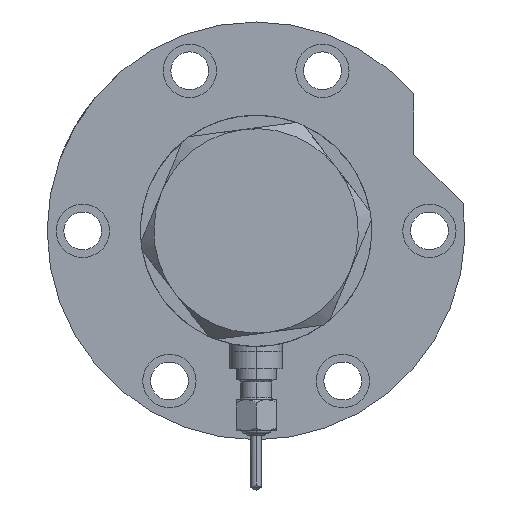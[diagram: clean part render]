
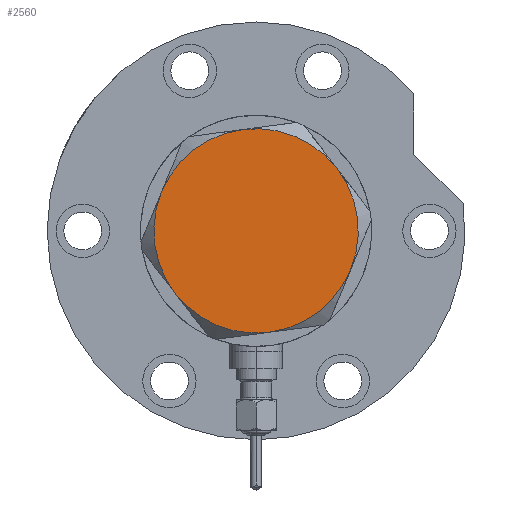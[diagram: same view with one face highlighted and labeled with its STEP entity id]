
A CAD part, left-side view. The second image highlights one B-rep face of the part: STEP entity #2560.
In plain terms, the highlighted face is planar.
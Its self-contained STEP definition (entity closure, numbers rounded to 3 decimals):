
#271 = CARTESIAN_POINT ( 'NONE',  ( 0., 0., 9. ) ) ;
#286 = CIRCLE ( 'NONE', #2716, 23. ) ;
#897 = DIRECTION ( 'NONE',  ( 0., 0., 1. ) ) ;
#917 = EDGE_CURVE ( 'NONE', #7790, #2359, #286, .T. ) ;
#1145 = CARTESIAN_POINT ( 'NONE',  ( 0., 0., 9. ) ) ;
#1168 = CARTESIAN_POINT ( 'NONE',  ( 0., 0., 9. ) ) ;
#1263 = AXIS2_PLACEMENT_3D ( 'NONE', #271, #2983, #4122 ) ;
#1290 = DIRECTION ( 'NONE',  ( 0., 0., 1. ) ) ;
#1557 = PLANE ( 'NONE',  #3137 ) ;
#1567 = CARTESIAN_POINT ( 'NONE',  ( 0., 0., 9. ) ) ;
#1598 = VERTEX_POINT ( 'NONE', #4112 ) ;
#1605 = EDGE_LOOP ( 'NONE', ( #2356, #2435, #7425, #5894, #5546, #3405 ) ) ;
#1727 = DIRECTION ( 'NONE',  ( 0., 0., 1. ) ) ;
#2079 = AXIS2_PLACEMENT_3D ( 'NONE', #1567, #4200, #3662 ) ;
#2243 = CARTESIAN_POINT ( 'NONE',  ( 0., 0., 9. ) ) ;
#2356 = ORIENTED_EDGE ( 'NONE', *, *, #4760, .T. ) ;
#2359 = VERTEX_POINT ( 'NONE', #7794 ) ;
#2435 = ORIENTED_EDGE ( 'NONE', *, *, #5215, .T. ) ;
#2560 = ADVANCED_FACE ( 'NONE', ( #6153 ), #1557, .T. ) ;
#2561 = DIRECTION ( 'NONE',  ( 1., 0., 0. ) ) ;
#2607 = CIRCLE ( 'NONE', #8147, 23. ) ;
#2716 = AXIS2_PLACEMENT_3D ( 'NONE', #1145, #1727, #6341 ) ;
#2864 = DIRECTION ( 'NONE',  ( 0., 0., 1. ) ) ;
#2925 = CARTESIAN_POINT ( 'NONE',  ( 11.5, -19.919, 9. ) ) ;
#2983 = DIRECTION ( 'NONE',  ( 0., 0., 1. ) ) ;
#3137 = AXIS2_PLACEMENT_3D ( 'NONE', #5488, #2864, #4190 ) ;
#3405 = ORIENTED_EDGE ( 'NONE', *, *, #4362, .T. ) ;
#3469 = AXIS2_PLACEMENT_3D ( 'NONE', #1168, #1290, #2561 ) ;
#3493 = EDGE_CURVE ( 'NONE', #2359, #8285, #2607, .T. ) ;
#3662 = DIRECTION ( 'NONE',  ( 1., 0., 0. ) ) ;
#3726 = CIRCLE ( 'NONE', #1263, 23. ) ;
#3768 = CARTESIAN_POINT ( 'NONE',  ( 11.5, 19.919, 9. ) ) ;
#4112 = CARTESIAN_POINT ( 'NONE',  ( 23., 0., 9. ) ) ;
#4122 = DIRECTION ( 'NONE',  ( 1., 0., 0. ) ) ;
#4190 = DIRECTION ( 'NONE',  ( 1., 0., 0. ) ) ;
#4200 = DIRECTION ( 'NONE',  ( 0., 0., 1. ) ) ;
#4362 = EDGE_CURVE ( 'NONE', #6594, #8369, #7749, .T. ) ;
#4760 = EDGE_CURVE ( 'NONE', #8369, #1598, #6660, .T. ) ;
#5215 = EDGE_CURVE ( 'NONE', #1598, #7790, #3726, .T. ) ;
#5488 = CARTESIAN_POINT ( 'NONE',  ( 0., 0., 9. ) ) ;
#5546 = ORIENTED_EDGE ( 'NONE', *, *, #6097, .T. ) ;
#5894 = ORIENTED_EDGE ( 'NONE', *, *, #3493, .T. ) ;
#6097 = EDGE_CURVE ( 'NONE', #8285, #6594, #6945, .T. ) ;
#6153 = FACE_OUTER_BOUND ( 'NONE', #1605, .T. ) ;
#6341 = DIRECTION ( 'NONE',  ( 1., 0., 0. ) ) ;
#6594 = VERTEX_POINT ( 'NONE', #6722 ) ;
#6598 = DIRECTION ( 'NONE',  ( 1., 0., 0. ) ) ;
#6630 = CARTESIAN_POINT ( 'NONE',  ( 0., 0., 9. ) ) ;
#6660 = CIRCLE ( 'NONE', #2079, 23. ) ;
#6722 = CARTESIAN_POINT ( 'NONE',  ( -11.5, -19.919, 9. ) ) ;
#6945 = CIRCLE ( 'NONE', #3469, 23. ) ;
#7182 = DIRECTION ( 'NONE',  ( 0., 0., 1. ) ) ;
#7246 = DIRECTION ( 'NONE',  ( 1., 0., 0. ) ) ;
#7425 = ORIENTED_EDGE ( 'NONE', *, *, #917, .T. ) ;
#7749 = CIRCLE ( 'NONE', #8013, 23. ) ;
#7790 = VERTEX_POINT ( 'NONE', #3768 ) ;
#7794 = CARTESIAN_POINT ( 'NONE',  ( -11.5, 19.919, 9. ) ) ;
#8013 = AXIS2_PLACEMENT_3D ( 'NONE', #6630, #7182, #6598 ) ;
#8147 = AXIS2_PLACEMENT_3D ( 'NONE', #2243, #897, #7246 ) ;
#8285 = VERTEX_POINT ( 'NONE', #8341 ) ;
#8341 = CARTESIAN_POINT ( 'NONE',  ( -23., 0., 9. ) ) ;
#8369 = VERTEX_POINT ( 'NONE', #2925 ) ;
